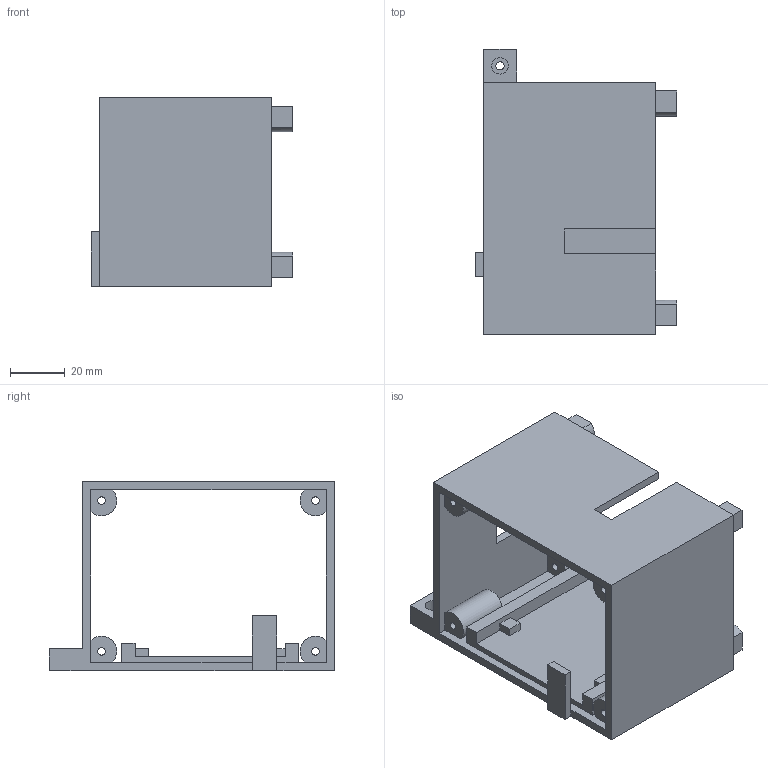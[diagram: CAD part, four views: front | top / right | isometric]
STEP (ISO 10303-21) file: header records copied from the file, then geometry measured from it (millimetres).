
FILE_DESCRIPTION(('CATIA V5 STEP Exchange'),'2;1');
FILE_NAME('Base_Back.stp','2019-07-08T09:39:41+00:00',('none'),('none'),'CATIA Version 5 Release 21 GA (IN-10)','CATIA V5 STEP AP203','none');
FILE_SCHEMA(('CONFIG_CONTROL_DESIGN'));
Length unit declared in the file: millimetre
Products named in the file (1): Base_Back
Bounding box: 73.3 x 103.8 x 68.85 mm (x, y, z)
Volume: 78728.9 mm3; surface area: 46301.7 mm2
Topology: 1 solids, 1 shells, 99 faces, 297 edges, 199 vertices
Faces by surface type: plane 71, cylinder 28
Entity records: 3133 total; most frequent: ORIENTED_EDGE 594, CARTESIAN_POINT 556, DIRECTION 403, EDGE_CURVE 297, VECTOR 229, LINE 229, VERTEX_POINT 199, AXIS2_PLACEMENT_3D 120
